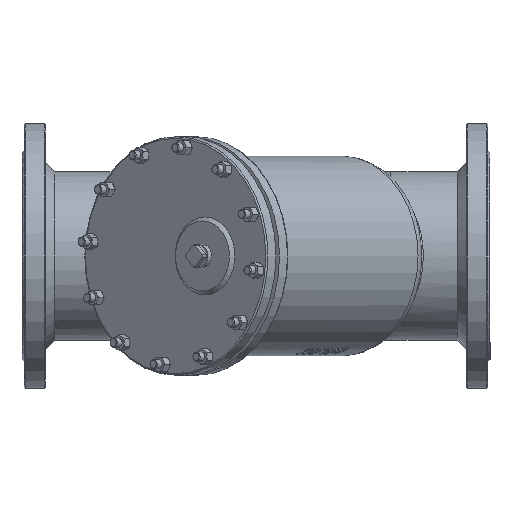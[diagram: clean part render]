
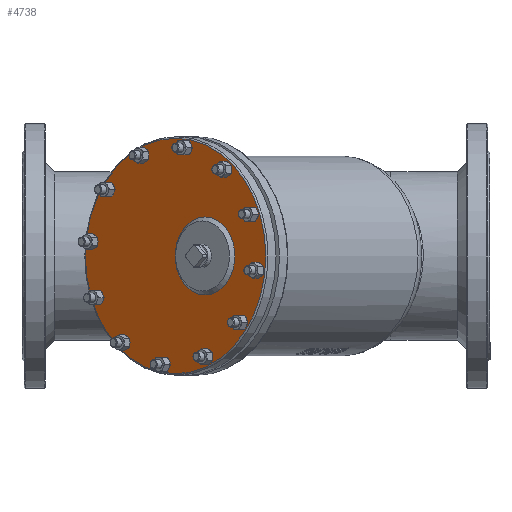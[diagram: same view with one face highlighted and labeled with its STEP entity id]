
A CAD part, front view. The second image highlights one B-rep face of the part: STEP entity #4738.
In plain terms, the highlighted planar face has unit normal (-0.643, -0.766, 0).
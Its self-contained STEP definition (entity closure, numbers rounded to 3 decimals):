
#159=FACE_BOUND('',#905,.T.);
#160=FACE_BOUND('',#906,.T.);
#161=FACE_BOUND('',#907,.T.);
#162=FACE_BOUND('',#908,.T.);
#163=FACE_BOUND('',#909,.T.);
#164=FACE_BOUND('',#910,.T.);
#165=FACE_BOUND('',#911,.T.);
#166=FACE_BOUND('',#912,.T.);
#167=FACE_BOUND('',#913,.T.);
#168=FACE_BOUND('',#914,.T.);
#169=FACE_BOUND('',#915,.T.);
#170=FACE_BOUND('',#916,.T.);
#171=FACE_BOUND('',#917,.T.);
#391=PLANE('',#5149);
#638=FACE_OUTER_BOUND('',#904,.T.);
#904=EDGE_LOOP('',(#3484));
#905=EDGE_LOOP('',(#3485));
#906=EDGE_LOOP('',(#3486));
#907=EDGE_LOOP('',(#3487));
#908=EDGE_LOOP('',(#3488));
#909=EDGE_LOOP('',(#3489));
#910=EDGE_LOOP('',(#3490));
#911=EDGE_LOOP('',(#3491));
#912=EDGE_LOOP('',(#3492));
#913=EDGE_LOOP('',(#3493));
#914=EDGE_LOOP('',(#3494));
#915=EDGE_LOOP('',(#3495));
#916=EDGE_LOOP('',(#3496));
#917=EDGE_LOOP('',(#3497));
#1551=CIRCLE('',#5143,151.);
#1556=CIRCLE('',#5150,6.);
#1557=CIRCLE('',#5151,6.);
#1558=CIRCLE('',#5152,6.);
#1559=CIRCLE('',#5153,6.);
#1560=CIRCLE('',#5154,6.);
#1561=CIRCLE('',#5155,6.);
#1562=CIRCLE('',#5156,6.);
#1563=CIRCLE('',#5157,6.);
#1564=CIRCLE('',#5158,6.);
#1565=CIRCLE('',#5159,6.);
#1566=CIRCLE('',#5160,6.);
#1567=CIRCLE('',#5161,6.);
#1568=CIRCLE('',#5162,50.);
#2002=VERTEX_POINT('',#8971);
#2006=VERTEX_POINT('',#8983);
#2007=VERTEX_POINT('',#8985);
#2008=VERTEX_POINT('',#8987);
#2009=VERTEX_POINT('',#8989);
#2010=VERTEX_POINT('',#8991);
#2011=VERTEX_POINT('',#8993);
#2012=VERTEX_POINT('',#8995);
#2013=VERTEX_POINT('',#8997);
#2014=VERTEX_POINT('',#8999);
#2015=VERTEX_POINT('',#9001);
#2016=VERTEX_POINT('',#9003);
#2017=VERTEX_POINT('',#9005);
#2018=VERTEX_POINT('',#9007);
#2539=EDGE_CURVE('',#2002,#2002,#1551,.T.);
#2545=EDGE_CURVE('',#2006,#2006,#1556,.T.);
#2546=EDGE_CURVE('',#2007,#2007,#1557,.T.);
#2547=EDGE_CURVE('',#2008,#2008,#1558,.T.);
#2548=EDGE_CURVE('',#2009,#2009,#1559,.T.);
#2549=EDGE_CURVE('',#2010,#2010,#1560,.T.);
#2550=EDGE_CURVE('',#2011,#2011,#1561,.T.);
#2551=EDGE_CURVE('',#2012,#2012,#1562,.T.);
#2552=EDGE_CURVE('',#2013,#2013,#1563,.T.);
#2553=EDGE_CURVE('',#2014,#2014,#1564,.T.);
#2554=EDGE_CURVE('',#2015,#2015,#1565,.T.);
#2555=EDGE_CURVE('',#2016,#2016,#1566,.T.);
#2556=EDGE_CURVE('',#2017,#2017,#1567,.T.);
#2557=EDGE_CURVE('',#2018,#2018,#1568,.T.);
#3484=ORIENTED_EDGE('',*,*,#2539,.F.);
#3485=ORIENTED_EDGE('',*,*,#2545,.T.);
#3486=ORIENTED_EDGE('',*,*,#2546,.T.);
#3487=ORIENTED_EDGE('',*,*,#2547,.T.);
#3488=ORIENTED_EDGE('',*,*,#2548,.T.);
#3489=ORIENTED_EDGE('',*,*,#2549,.T.);
#3490=ORIENTED_EDGE('',*,*,#2550,.T.);
#3491=ORIENTED_EDGE('',*,*,#2551,.T.);
#3492=ORIENTED_EDGE('',*,*,#2552,.T.);
#3493=ORIENTED_EDGE('',*,*,#2553,.T.);
#3494=ORIENTED_EDGE('',*,*,#2554,.T.);
#3495=ORIENTED_EDGE('',*,*,#2555,.T.);
#3496=ORIENTED_EDGE('',*,*,#2556,.T.);
#3497=ORIENTED_EDGE('',*,*,#2557,.T.);
#4738=ADVANCED_FACE('',(#638,#159,#160,#161,#162,#163,#164,#165,#166,#167,
#168,#169,#170,#171),#391,.T.);
#5143=AXIS2_PLACEMENT_3D('',#8972,#6071,#6072);
#5149=AXIS2_PLACEMENT_3D('',#8982,#6084,#6085);
#5150=AXIS2_PLACEMENT_3D('',#8984,#6086,#6087);
#5151=AXIS2_PLACEMENT_3D('',#8986,#6088,#6089);
#5152=AXIS2_PLACEMENT_3D('',#8988,#6090,#6091);
#5153=AXIS2_PLACEMENT_3D('',#8990,#6092,#6093);
#5154=AXIS2_PLACEMENT_3D('',#8992,#6094,#6095);
#5155=AXIS2_PLACEMENT_3D('',#8994,#6096,#6097);
#5156=AXIS2_PLACEMENT_3D('',#8996,#6098,#6099);
#5157=AXIS2_PLACEMENT_3D('',#8998,#6100,#6101);
#5158=AXIS2_PLACEMENT_3D('',#9000,#6102,#6103);
#5159=AXIS2_PLACEMENT_3D('',#9002,#6104,#6105);
#5160=AXIS2_PLACEMENT_3D('',#9004,#6106,#6107);
#5161=AXIS2_PLACEMENT_3D('',#9006,#6108,#6109);
#5162=AXIS2_PLACEMENT_3D('',#9008,#6110,#6111);
#6071=DIRECTION('center_axis',(0.643,0.766,0.));
#6072=DIRECTION('ref_axis',(-0.766,0.643,0.));
#6084=DIRECTION('center_axis',(-0.643,-0.766,0.));
#6085=DIRECTION('ref_axis',(0.,0.,
1.));
#6086=DIRECTION('center_axis',(0.643,0.766,0.));
#6087=DIRECTION('ref_axis',(0.766,-0.643,0.));
#6088=DIRECTION('center_axis',(0.643,0.766,0.));
#6089=DIRECTION('ref_axis',(0.766,-0.643,0.));
#6090=DIRECTION('center_axis',(0.643,0.766,0.));
#6091=DIRECTION('ref_axis',(0.766,-0.643,0.));
#6092=DIRECTION('center_axis',(0.643,0.766,0.));
#6093=DIRECTION('ref_axis',(0.766,-0.643,0.));
#6094=DIRECTION('center_axis',(0.643,0.766,0.));
#6095=DIRECTION('ref_axis',(0.766,-0.643,0.));
#6096=DIRECTION('center_axis',(0.643,0.766,0.));
#6097=DIRECTION('ref_axis',(0.766,-0.643,0.));
#6098=DIRECTION('center_axis',(0.643,0.766,0.));
#6099=DIRECTION('ref_axis',(0.766,-0.643,0.));
#6100=DIRECTION('center_axis',(0.643,0.766,0.));
#6101=DIRECTION('ref_axis',(0.766,-0.643,0.));
#6102=DIRECTION('center_axis',(0.643,0.766,0.));
#6103=DIRECTION('ref_axis',(0.766,-0.643,0.));
#6104=DIRECTION('center_axis',(0.643,0.766,0.));
#6105=DIRECTION('ref_axis',(0.766,-0.643,0.));
#6106=DIRECTION('center_axis',(0.643,0.766,0.));
#6107=DIRECTION('ref_axis',(0.766,-0.643,0.));
#6108=DIRECTION('center_axis',(0.643,0.766,0.));
#6109=DIRECTION('ref_axis',(0.766,-0.643,0.));
#6110=DIRECTION('center_axis',(0.643,0.766,0.));
#6111=DIRECTION('ref_axis',(0.766,-0.643,0.));
#8971=CARTESIAN_POINT('',(-373.116,-295.693,-151.));
#8972=CARTESIAN_POINT('Origin',(-373.116,-295.693,0.));
#8982=CARTESIAN_POINT('Origin',(-373.116,-295.693,0.));
#8983=CARTESIAN_POINT('',(-391.711,-280.09,-138.802));
#8984=CARTESIAN_POINT('Origin',(-387.114,-283.947,-138.802));
#8985=CARTESIAN_POINT('',(-476.795,-208.696,-53.576));
#8986=CARTESIAN_POINT('Origin',(-472.199,-212.553,-53.576));
#8987=CARTESIAN_POINT('',(-363.714,-303.583,138.802));
#8988=CARTESIAN_POINT('Origin',(-359.118,-307.439,138.802));
#8989=CARTESIAN_POINT('',(-278.63,-374.977,53.576));
#8990=CARTESIAN_POINT('Origin',(-274.033,-378.833,53.576));
#8991=CARTESIAN_POINT('',(-484.041,-202.616,18.274));
#8992=CARTESIAN_POINT('Origin',(-479.445,-206.473,18.274));
#8993=CARTESIAN_POINT('',(-271.384,-381.057,-18.274));
#8994=CARTESIAN_POINT('Origin',(-266.787,-384.914,-18.274));
#8995=CARTESIAN_POINT('',(-336.671,-326.274,-129.343));
#8996=CARTESIAN_POINT('Origin',(-332.075,-330.131,-129.343));
#8997=CARTESIAN_POINT('',(-443.,-237.054,-111.069));
#8998=CARTESIAN_POINT('Origin',(-438.403,-240.911,-111.069));
#8999=CARTESIAN_POINT('',(-312.425,-346.619,111.069));
#9000=CARTESIAN_POINT('Origin',(-307.829,-350.476,111.069));
#9001=CARTESIAN_POINT('',(-418.754,-257.399,129.343));
#9002=CARTESIAN_POINT('Origin',(-414.157,-261.255,129.343));
#9003=CARTESIAN_POINT('',(-462.796,-220.442,85.227));
#9004=CARTESIAN_POINT('Origin',(-458.2,-224.299,85.227));
#9005=CARTESIAN_POINT('',(-292.628,-363.231,-85.227));
#9006=CARTESIAN_POINT('Origin',(-288.032,-367.087,-85.227));
#9007=CARTESIAN_POINT('',(-297.082,-359.493,0.));
#9008=CARTESIAN_POINT('Origin',(-335.385,-327.353,0.));
